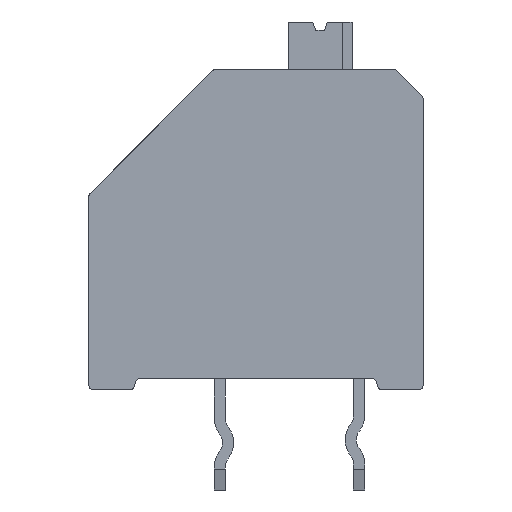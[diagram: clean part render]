
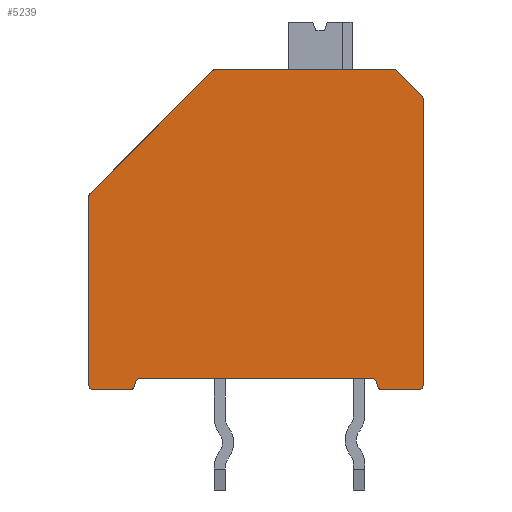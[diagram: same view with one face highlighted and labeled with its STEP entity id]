
A CAD part, front view. The second image highlights one B-rep face of the part: STEP entity #5239.
In plain terms, the highlighted planar face has unit normal (0, -1, 0).
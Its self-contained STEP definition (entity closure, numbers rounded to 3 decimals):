
#199=CIRCLE('',#5431,0.17);
#200=CIRCLE('',#5433,0.17);
#201=CIRCLE('',#5436,0.17);
#202=CIRCLE('',#5439,0.17);
#203=CIRCLE('',#5441,0.17);
#206=CIRCLE('',#5447,0.17);
#219=CIRCLE('',#5485,0.17);
#220=CIRCLE('',#5493,0.17);
#223=CIRCLE('',#5499,0.17);
#228=CIRCLE('',#5516,0.17);
#619=ORIENTED_EDGE('',*,*,#1492,.F.);
#620=ORIENTED_EDGE('',*,*,#1504,.T.);
#621=ORIENTED_EDGE('',*,*,#1524,.T.);
#622=ORIENTED_EDGE('',*,*,#1512,.F.);
#623=ORIENTED_EDGE('',*,*,#1601,.T.);
#624=ORIENTED_EDGE('',*,*,#1604,.F.);
#625=ORIENTED_EDGE('',*,*,#1603,.T.);
#626=ORIENTED_EDGE('',*,*,#1508,.T.);
#627=ORIENTED_EDGE('',*,*,#1501,.F.);
#628=ORIENTED_EDGE('',*,*,#1586,.T.);
#629=ORIENTED_EDGE('',*,*,#1587,.T.);
#630=ORIENTED_EDGE('',*,*,#1495,.T.);
#631=ORIENTED_EDGE('',*,*,#1513,.F.);
#632=ORIENTED_EDGE('',*,*,#1498,.T.);
#633=ORIENTED_EDGE('',*,*,#1627,.F.);
#634=ORIENTED_EDGE('',*,*,#1632,.T.);
#635=ORIENTED_EDGE('',*,*,#1589,.F.);
#636=ORIENTED_EDGE('',*,*,#1609,.T.);
#637=ORIENTED_EDGE('',*,*,#1562,.T.);
#638=ORIENTED_EDGE('',*,*,#1518,.T.);
#1492=EDGE_CURVE('',#2049,#2050,#2411,.T.);
#1495=EDGE_CURVE('',#2052,#2051,#199,.T.);
#1498=EDGE_CURVE('',#2054,#2053,#200,.T.);
#1501=EDGE_CURVE('',#2055,#2056,#2418,.T.);
#1504=EDGE_CURVE('',#2049,#2057,#201,.T.);
#1508=EDGE_CURVE('',#2060,#2056,#202,.T.);
#1512=EDGE_CURVE('',#2062,#2061,#203,.T.);
#1513=EDGE_CURVE('',#2054,#2051,#2427,.T.);
#1518=EDGE_CURVE('',#2067,#2050,#206,.T.);
#1524=EDGE_CURVE('',#2057,#2061,#2433,.T.);
#1562=EDGE_CURVE('',#2100,#2067,#2464,.T.);
#1586=EDGE_CURVE('',#2055,#2116,#219,.T.);
#1587=EDGE_CURVE('',#2116,#2052,#2477,.T.);
#1589=EDGE_CURVE('',#2117,#2118,#2479,.T.);
#1601=EDGE_CURVE('',#2062,#2124,#2491,.T.);
#1603=EDGE_CURVE('',#2125,#2060,#2493,.T.);
#1604=EDGE_CURVE('',#2125,#2124,#220,.T.);
#1609=EDGE_CURVE('',#2117,#2100,#223,.T.);
#1627=EDGE_CURVE('',#2133,#2053,#2507,.T.);
#1632=EDGE_CURVE('',#2133,#2118,#228,.T.);
#2049=VERTEX_POINT('',#7062);
#2050=VERTEX_POINT('',#7064);
#2051=VERTEX_POINT('',#7068);
#2052=VERTEX_POINT('',#7070);
#2053=VERTEX_POINT('',#7074);
#2054=VERTEX_POINT('',#7076);
#2055=VERTEX_POINT('',#7080);
#2056=VERTEX_POINT('',#7082);
#2057=VERTEX_POINT('',#7086);
#2060=VERTEX_POINT('',#7096);
#2061=VERTEX_POINT('',#7100);
#2062=VERTEX_POINT('',#7102);
#2067=VERTEX_POINT('',#7117);
#2100=VERTEX_POINT('',#7207);
#2116=VERTEX_POINT('',#7276);
#2117=VERTEX_POINT('',#7282);
#2118=VERTEX_POINT('',#7284);
#2124=VERTEX_POINT('',#7304);
#2125=VERTEX_POINT('',#7308);
#2133=VERTEX_POINT('',#7353);
#2411=LINE('',#7063,#2785);
#2418=LINE('',#7081,#2792);
#2427=LINE('',#7105,#2801);
#2433=LINE('',#7129,#2807);
#2464=LINE('',#7206,#2838);
#2477=LINE('',#7279,#2851);
#2479=LINE('',#7283,#2853);
#2491=LINE('',#7305,#2865);
#2493=LINE('',#7309,#2867);
#2507=LINE('',#7354,#2881);
#2785=VECTOR('',#5868,1000.);
#2792=VECTOR('',#5885,1000.);
#2801=VECTOR('',#5910,1000.);
#2807=VECTOR('',#5934,1000.);
#2838=VECTOR('',#6001,1000.);
#2851=VECTOR('',#6048,1000.);
#2853=VECTOR('',#6052,1000.);
#2865=VECTOR('',#6070,1000.);
#2867=VECTOR('',#6074,1000.);
#2881=VECTOR('',#6134,1000.);
#3195=EDGE_LOOP('',(#619,#620,#621,#622,#623,#624,#625,#626,#627,#628,#629,
#630,#631,#632,#633,#634,#635,#636,#637,#638));
#3419=FACE_BOUND('',#3195,.T.);
#3621=PLANE('',#5515);
#5239=ADVANCED_FACE('',(#3419),#3621,.T.);
#5431=AXIS2_PLACEMENT_3D('',#7069,#5873,#5874);
#5433=AXIS2_PLACEMENT_3D('',#7075,#5879,#5880);
#5436=AXIS2_PLACEMENT_3D('',#7087,#5890,#5891);
#5439=AXIS2_PLACEMENT_3D('',#7095,#5899,#5900);
#5441=AXIS2_PLACEMENT_3D('',#7103,#5906,#5907);
#5447=AXIS2_PLACEMENT_3D('',#7116,#5921,#5922);
#5485=AXIS2_PLACEMENT_3D('',#7277,#6044,#6045);
#5493=AXIS2_PLACEMENT_3D('',#7311,#6077,#6078);
#5499=AXIS2_PLACEMENT_3D('',#7319,#6091,#6092);
#5515=AXIS2_PLACEMENT_3D('',#7361,#6139,#6140);
#5516=AXIS2_PLACEMENT_3D('',#7362,#6141,#6142);
#5868=DIRECTION('',(-1.,0.,0.));
#5873=DIRECTION('',(0.,-1.,0.));
#5874=DIRECTION('',(0.,0.,-1.));
#5879=DIRECTION('',(0.,-1.,0.));
#5880=DIRECTION('',(0.,0.,-1.));
#5885=DIRECTION('',(-1.,0.,0.));
#5890=DIRECTION('',(0.,-1.,0.));
#5891=DIRECTION('',(0.,0.,-1.));
#5899=DIRECTION('',(0.,-1.,0.));
#5900=DIRECTION('',(0.,0.,-1.));
#5906=DIRECTION('',(0.,-1.,0.));
#5907=DIRECTION('',(0.,0.,-1.));
#5910=DIRECTION('',(0.707,0.,-0.707));
#5921=DIRECTION('',(0.,-1.,0.));
#5922=DIRECTION('',(0.,0.,-1.));
#5934=DIRECTION('',(0.259,0.,0.966));
#6001=DIRECTION('',(0.,0.,-1.));
#6044=DIRECTION('',(0.,-1.,0.));
#6045=DIRECTION('',(0.,0.,-1.));
#6048=DIRECTION('',(0.,0.,1.));
#6052=DIRECTION('',(0.707,0.,0.707));
#6070=DIRECTION('',(1.,0.,0.));
#6074=DIRECTION('',(0.259,0.,-0.966));
#6077=DIRECTION('',(0.,-1.,0.));
#6078=DIRECTION('',(0.,0.,-1.));
#6091=DIRECTION('',(0.,-1.,0.));
#6092=DIRECTION('',(0.,0.,-1.));
#6134=DIRECTION('',(1.,0.,0.));
#6139=DIRECTION('',(0.,-1.,0.));
#6140=DIRECTION('',(0.,0.,-1.));
#6141=DIRECTION('',(0.,-1.,0.));
#6142=DIRECTION('',(0.,0.,-1.));
#7062=CARTESIAN_POINT('',(1.47,-5.31,-0.17));
#7063=CARTESIAN_POINT('',(6.,-5.31,-0.17));
#7064=CARTESIAN_POINT('',(0.17,-5.31,-0.17));
#7068=CARTESIAN_POINT('',(11.95,-5.31,10.38));
#7069=CARTESIAN_POINT('',(11.83,-5.31,10.26));
#7070=CARTESIAN_POINT('',(12.,-5.31,10.26));
#7074=CARTESIAN_POINT('',(10.93,-5.31,11.33));
#7075=CARTESIAN_POINT('',(10.93,-5.31,11.16));
#7076=CARTESIAN_POINT('',(11.05,-5.31,11.28));
#7080=CARTESIAN_POINT('',(11.83,-5.31,-0.17));
#7081=CARTESIAN_POINT('',(6.,-5.31,-0.17));
#7082=CARTESIAN_POINT('',(10.53,-5.31,-0.17));
#7086=CARTESIAN_POINT('',(1.634,-5.31,-0.044));
#7087=CARTESIAN_POINT('',(1.47,-5.31,0.));
#7095=CARTESIAN_POINT('',(10.53,-5.31,0.));
#7096=CARTESIAN_POINT('',(10.366,-5.31,-0.044));
#7100=CARTESIAN_POINT('',(1.673,-5.31,0.104));
#7102=CARTESIAN_POINT('',(1.838,-5.31,0.23));
#7103=CARTESIAN_POINT('',(1.838,-5.31,0.06));
#7105=CARTESIAN_POINT('',(11.5,-5.31,10.83));
#7116=CARTESIAN_POINT('',(0.17,-5.31,0.));
#7117=CARTESIAN_POINT('',(0.,-5.31,0.));
#7129=CARTESIAN_POINT('',(1.707,-5.31,0.23));
#7206=CARTESIAN_POINT('',(0.,-5.31,13.03));
#7207=CARTESIAN_POINT('',(0.,-5.31,6.76));
#7276=CARTESIAN_POINT('',(12.,-5.31,0.));
#7277=CARTESIAN_POINT('',(11.83,-5.31,0.));
#7279=CARTESIAN_POINT('',(12.,-5.31,-3.77));
#7282=CARTESIAN_POINT('',(0.05,-5.31,6.88));
#7283=CARTESIAN_POINT('',(1.847,-5.31,8.677));
#7284=CARTESIAN_POINT('',(4.45,-5.31,11.28));
#7304=CARTESIAN_POINT('',(10.162,-5.31,0.23));
#7305=CARTESIAN_POINT('',(10.493,-5.31,0.23));
#7308=CARTESIAN_POINT('',(10.327,-5.31,0.104));
#7309=CARTESIAN_POINT('',(10.774,-5.31,-1.566));
#7311=CARTESIAN_POINT('',(10.162,-5.31,0.06));
#7319=CARTESIAN_POINT('',(0.17,-5.31,6.76));
#7353=CARTESIAN_POINT('',(4.57,-5.31,11.33));
#7354=CARTESIAN_POINT('',(4.5,-5.31,11.33));
#7361=CARTESIAN_POINT('',(0.,-5.31,0.));
#7362=CARTESIAN_POINT('',(4.57,-5.31,11.16));
